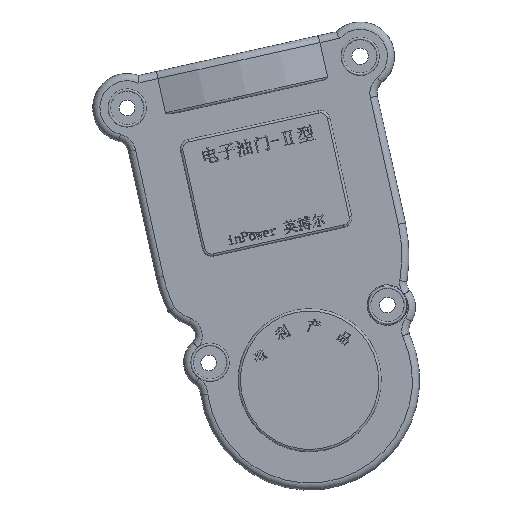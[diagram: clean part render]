
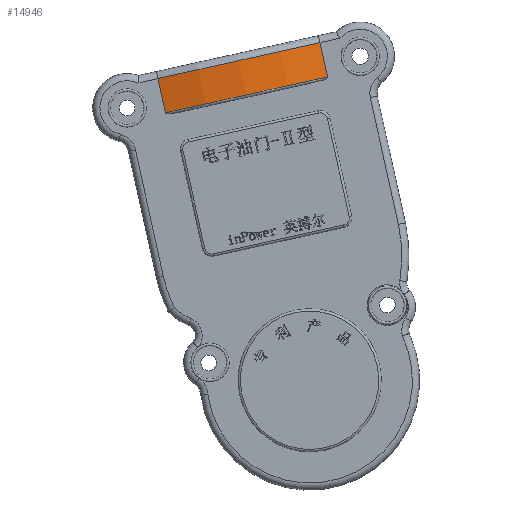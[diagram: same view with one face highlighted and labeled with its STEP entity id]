
A CAD part, front view. The second image highlights one B-rep face of the part: STEP entity #14946.
In plain terms, the highlighted cylindrical face has radius 64.279 mm (diameter 128.558 mm), a partial arc.
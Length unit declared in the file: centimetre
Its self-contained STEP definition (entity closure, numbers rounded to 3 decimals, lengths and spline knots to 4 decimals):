
#110=CYLINDRICAL_SURFACE('',#16020,6.4279);
#973=CIRCLE('',#15960,6.4279);
#1011=CIRCLE('',#16021,6.4279);
#1223=FACE_OUTER_BOUND('',#2157,.T.);
#2157=EDGE_LOOP('',(#10776,#10777,#10778,#10779));
#3549=LINE('',#21165,#5148);
#3551=LINE('',#21194,#5150);
#5148=VECTOR('',#17335,0.7351);
#5150=VECTOR('',#17337,0.7351);
#6795=VERTEX_POINT('',#21029);
#6796=VERTEX_POINT('',#21046);
#6822=VERTEX_POINT('',#21164);
#6825=VERTEX_POINT('',#21181);
#8232=EDGE_CURVE('',#6795,#6796,#973,.T.);
#8276=EDGE_CURVE('',#6822,#6796,#3549,.T.);
#8280=EDGE_CURVE('',#6795,#6825,#3551,.T.);
#8299=EDGE_CURVE('',#6822,#6825,#1011,.T.);
#10776=ORIENTED_EDGE('',*,*,#8280,.T.);
#10777=ORIENTED_EDGE('',*,*,#8299,.F.);
#10778=ORIENTED_EDGE('',*,*,#8276,.T.);
#10779=ORIENTED_EDGE('',*,*,#8232,.F.);
#14946=ADVANCED_FACE('',(#1223),#110,.T.);
#15960=AXIS2_PLACEMENT_3D('',#21047,#17224,#17225);
#16020=AXIS2_PLACEMENT_3D('',#21235,#17368,#17369);
#16021=AXIS2_PLACEMENT_3D('',#21236,#17370,#17371);
#17224=DIRECTION('center_axis',(-0.216,0.,0.976));
#17225=DIRECTION('ref_axis',(-0.264,-0.963,-0.059));
#17335=DIRECTION('',(-0.216,0.,0.976));
#17337=DIRECTION('',(0.216,0.,-0.976));
#17368=DIRECTION('center_axis',(0.216,0.,-0.976));
#17369=DIRECTION('ref_axis',(0.976,0.,0.216));
#17370=DIRECTION('center_axis',(0.216,0.,-0.976));
#17371=DIRECTION('ref_axis',(0.264,-0.963,0.059));
#21029=CARTESIAN_POINT('',(6.4954,-11.3214,22.9531));
#21046=CARTESIAN_POINT('',(9.8925,-11.3214,23.7056));
#21047=CARTESIAN_POINT('Origin',(8.194,-5.1334,23.3293));
#21164=CARTESIAN_POINT('',(10.0515,-11.3214,22.9878));
#21165=CARTESIAN_POINT('',(10.0515,-11.3214,22.9878));
#21181=CARTESIAN_POINT('',(6.6544,-11.3214,22.2354));
#21194=CARTESIAN_POINT('',(6.4954,-11.3214,22.9531));
#21235=CARTESIAN_POINT('Origin',(8.1615,-5.1334,23.4758));
#21236=CARTESIAN_POINT('Origin',(8.353,-5.1334,22.6116));
